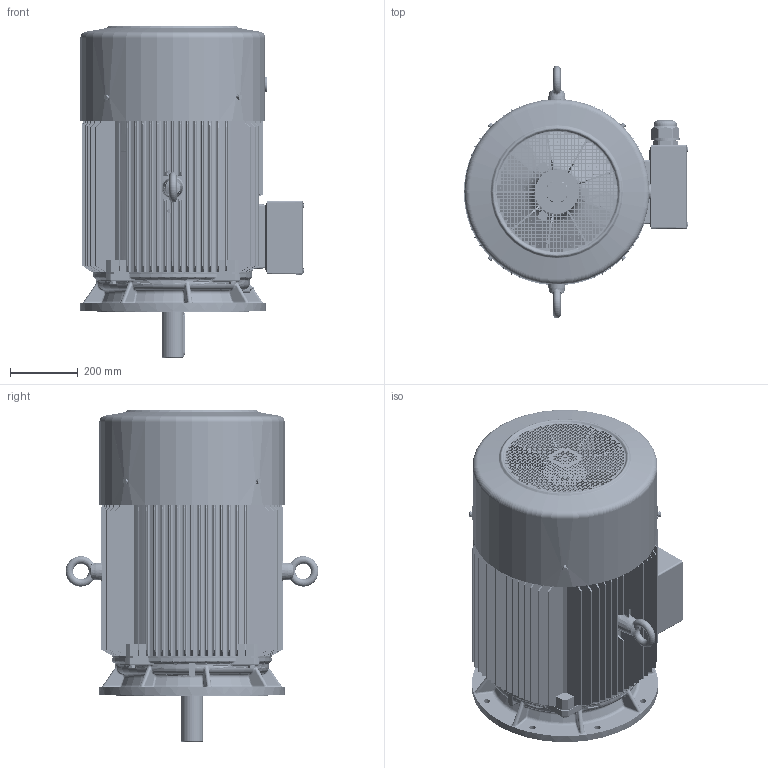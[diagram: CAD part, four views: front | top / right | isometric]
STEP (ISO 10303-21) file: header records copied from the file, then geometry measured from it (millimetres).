
FILE_DESCRIPTION(/* description */ (''),/* implementation_level */ '2;1');
FILE_NAME(/* name */ 'JM1-280S-2-B5.stp',/* time_stamp */ '2018-12-30T19:17:24+08:00',/* author */ (''),/* organization */ (''),/* preprocessor_version */ 'ST-DEVELOPER v16.7',/* originating_system */ 'SIEMENS PLM Software NX 12.0',/* authorisation */ '');
FILE_SCHEMA (('AP203_CONFIGURATION_CONTROLLED_3D_DESIGN_OF_MECHANICAL_PARTS_AND_ASSEMBLIES_MIM_LF { 1 0 10303 403 2 1 2}'));
Length unit declared in the file: millimetre
Products named in the file (1): JM1-280S-2-B5
Bounding box: 662.73 x 747 x 980.78 mm (x, y, z)
Volume: 36742006.7 mm3; surface area: 7969089.5 mm2
Topology: 76 solids, 76 shells, 10780 faces, 30606 edges, 20077 vertices
Faces by surface type: plane 4733, cylinder 4647, bspline 616, cone 433, torus 337, sphere 13, extrusion 1
Full cylindrical faces by diameter (mm): 2 x3, 7.188 x4, 8 x12, 8.4 x8, 9.026 x8, 10 x11, 10.863 x8, 11.2 x8, 12 x8, 12.6 x8, 16 x8, 20 x1, 43.312 x2, 51.188 x4, 61.031 x12, 63 x4, 64.969 x12, 67.922 x2, 83.672 x2, 437 x1, 447 x1, 453 x1
Entity records: 396103 total; most frequent: CARTESIAN_POINT 112926, ORIENTED_EDGE 60334, DIRECTION 57691, EDGE_CURVE 30167, AXIS2_PLACEMENT_3D 20372, VERTEX_POINT 19941, VECTOR 16947, LINE 16946
